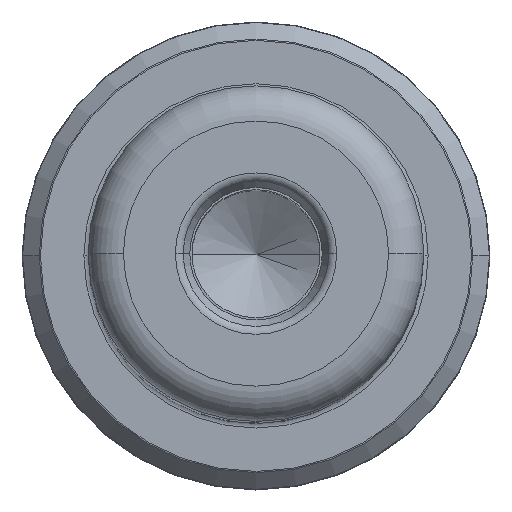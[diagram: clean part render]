
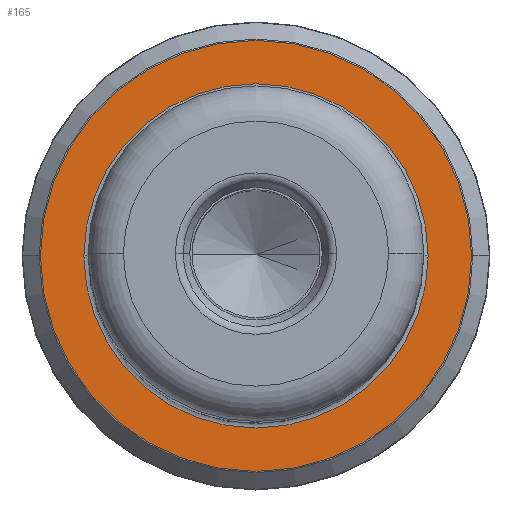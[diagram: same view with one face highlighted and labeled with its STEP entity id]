
A CAD part, top view. The second image highlights one B-rep face of the part: STEP entity #165.
In plain terms, the highlighted planar face has unit normal (0, 0, 1).
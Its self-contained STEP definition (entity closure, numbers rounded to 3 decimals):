
#51 = ORIENTED_EDGE ( 'NONE', *, *, #2185, .T. ) ;
#140 = AXIS2_PLACEMENT_3D ( 'NONE', #2761, #1516, #1773 ) ;
#165 = ADVANCED_FACE ( 'NONE', ( #1165, #2034 ), #3590, .T. ) ;
#493 = DIRECTION ( 'NONE',  ( 1., 0., 0. ) ) ;
#533 = CARTESIAN_POINT ( 'NONE',  ( 24.417, 0., 39. ) ) ;
#640 = CARTESIAN_POINT ( 'NONE',  ( 0., 0., 39. ) ) ;
#711 = DIRECTION ( 'NONE',  ( -1., 0., 0. ) ) ;
#826 = AXIS2_PLACEMENT_3D ( 'NONE', #1886, #3069, #711 ) ;
#875 = AXIS2_PLACEMENT_3D ( 'NONE', #3846, #1428, #493 ) ;
#994 = CARTESIAN_POINT ( 'NONE',  ( -24.417, 0., 39. ) ) ;
#1165 = FACE_OUTER_BOUND ( 'NONE', #3103, .T. ) ;
#1316 = CIRCLE ( 'NONE', #875, 24.417 ) ;
#1372 = VERTEX_POINT ( 'NONE', #533 ) ;
#1406 = EDGE_CURVE ( 'NONE', #2751, #1372, #1316, .T. ) ;
#1428 = DIRECTION ( 'NONE',  ( 0., 0., 1. ) ) ;
#1462 = CARTESIAN_POINT ( 'NONE',  ( 0., 0., 39. ) ) ;
#1516 = DIRECTION ( 'NONE',  ( 0., 0., -1. ) ) ;
#1707 = CIRCLE ( 'NONE', #826, 19.5 ) ;
#1755 = DIRECTION ( 'NONE',  ( 1., 0., 0. ) ) ;
#1770 = EDGE_LOOP ( 'NONE', ( #3304, #1967 ) ) ;
#1773 = DIRECTION ( 'NONE',  ( -1., 0., 0. ) ) ;
#1820 = CIRCLE ( 'NONE', #140, 19.5 ) ;
#1838 = DIRECTION ( 'NONE',  ( 0., 0., 1. ) ) ;
#1861 = VERTEX_POINT ( 'NONE', #3723 ) ;
#1886 = CARTESIAN_POINT ( 'NONE',  ( 0., 0., 39. ) ) ;
#1967 = ORIENTED_EDGE ( 'NONE', *, *, #2638, .T. ) ;
#2014 = ORIENTED_EDGE ( 'NONE', *, *, #1406, .T. ) ;
#2034 = FACE_BOUND ( 'NONE', #1770, .T. ) ;
#2185 = EDGE_CURVE ( 'NONE', #1372, #2751, #3150, .T. ) ;
#2259 = AXIS2_PLACEMENT_3D ( 'NONE', #640, #1838, #3042 ) ;
#2638 = EDGE_CURVE ( 'NONE', #3740, #1861, #1820, .T. ) ;
#2744 = EDGE_CURVE ( 'NONE', #1861, #3740, #1707, .T. ) ;
#2751 = VERTEX_POINT ( 'NONE', #994 ) ;
#2761 = CARTESIAN_POINT ( 'NONE',  ( 0., 0., 39. ) ) ;
#2968 = DIRECTION ( 'NONE',  ( 0., 0., 1. ) ) ;
#3042 = DIRECTION ( 'NONE',  ( 1., 0., 0. ) ) ;
#3069 = DIRECTION ( 'NONE',  ( 0., 0., -1. ) ) ;
#3103 = EDGE_LOOP ( 'NONE', ( #51, #2014 ) ) ;
#3150 = CIRCLE ( 'NONE', #2259, 24.417 ) ;
#3223 = CARTESIAN_POINT ( 'NONE',  ( 19.5, 0., 39. ) ) ;
#3304 = ORIENTED_EDGE ( 'NONE', *, *, #2744, .T. ) ;
#3414 = AXIS2_PLACEMENT_3D ( 'NONE', #1462, #2968, #1755 ) ;
#3590 = PLANE ( 'NONE',  #3414 ) ;
#3723 = CARTESIAN_POINT ( 'NONE',  ( -19.5, 0., 39. ) ) ;
#3740 = VERTEX_POINT ( 'NONE', #3223 ) ;
#3846 = CARTESIAN_POINT ( 'NONE',  ( 0., 0., 39. ) ) ;
